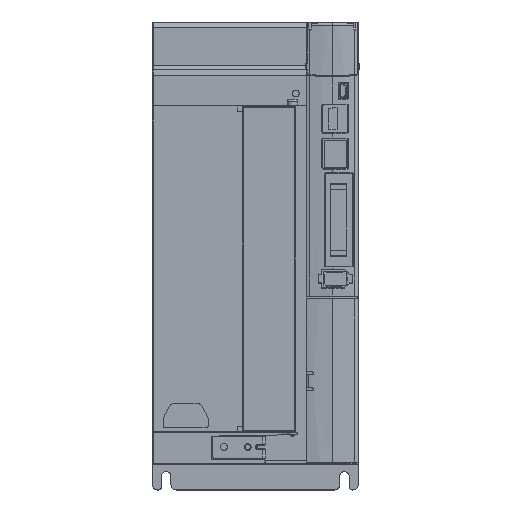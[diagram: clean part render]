
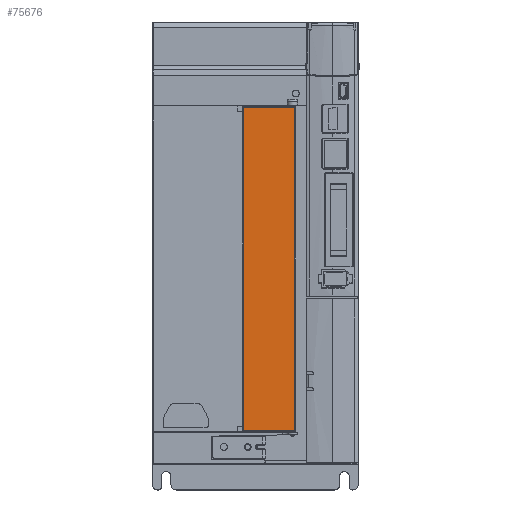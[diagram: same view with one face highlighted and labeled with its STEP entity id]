
A CAD part, top view. The second image highlights one B-rep face of the part: STEP entity #75676.
In plain terms, the highlighted planar face has unit normal (0, 0, 1).
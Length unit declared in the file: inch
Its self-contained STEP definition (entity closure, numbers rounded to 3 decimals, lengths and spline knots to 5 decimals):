
#8115 = ORIENTED_EDGE ( 'NONE', *, *, #49246, .F. ) ;
#8862 = DIRECTION ( 'NONE',  ( 0., -1., 0. ) ) ;
#11952 = ORIENTED_EDGE ( 'NONE', *, *, #34584, .F. ) ;
#14047 = EDGE_CURVE ( 'NONE', #87696, #44672, #121618, .T. ) ;
#15855 = CARTESIAN_POINT ( 'NONE',  ( -0.80916, -2.85031, 0.12598 ) ) ;
#18384 = CARTESIAN_POINT ( 'NONE',  ( -1.75562, 4.59457, 0.12598 ) ) ;
#20356 = AXIS2_PLACEMENT_3D ( 'NONE', #121000, #133444, #158327 ) ;
#22016 = ORIENTED_EDGE ( 'NONE', *, *, #80710, .T. ) ;
#29766 = CARTESIAN_POINT ( 'NONE',  ( -1.7493, 4.59457, 0.12598 ) ) ;
#34420 = CARTESIAN_POINT ( 'NONE',  ( -1.98249, 4.59457, 0.12598 ) ) ;
#34584 = EDGE_CURVE ( 'NONE', #44177, #44672, #55364, .T. ) ;
#38739 = FACE_OUTER_BOUND ( 'NONE', #96181, .T. ) ;
#42259 = CARTESIAN_POINT ( 'NONE',  ( -1.74653, 4.59457, 0.12598 ) ) ;
#44177 = VERTEX_POINT ( 'NONE', #140866 ) ;
#44672 = VERTEX_POINT ( 'NONE', #99500 ) ;
#47690 = PLANE ( 'NONE',  #20356 ) ;
#49246 = EDGE_CURVE ( 'NONE', #87696, #127543, #105663, .T. ) ;
#51535 = B_SPLINE_CURVE_WITH_KNOTS ( 'NONE', 3,
 ( #15855, #154181, #141197, #152568 ),
 .UNSPECIFIED., .F., .F.,
 ( 4, 4 ),
 ( 0., 1. ),
 .UNSPECIFIED. ) ;
#53704 = CARTESIAN_POINT ( 'NONE',  ( -0.96402, 4.59457, 0.12598 ) ) ;
#54168 = CARTESIAN_POINT ( 'NONE',  ( -0.80916, 4.59457, 0.12598 ) ) ;
#55364 = LINE ( 'NONE', #138901, #68911 ) ;
#61966 = CARTESIAN_POINT ( 'NONE',  ( -1.98249, 0.87213, 0.12598 ) ) ;
#64591 = DIRECTION ( 'NONE',  ( -1., 0., 0. ) ) ;
#66182 = CARTESIAN_POINT ( 'NONE',  ( -1.73732, 4.59457, 0.12598 ) ) ;
#66722 = CARTESIAN_POINT ( 'NONE',  ( -1.7518, 4.59457, 0.12598 ) ) ;
#68328 = CARTESIAN_POINT ( 'NONE',  ( -1.78388, 4.59457, 0.12598 ) ) ;
#68911 = VECTOR ( 'NONE', #64591, 39.37008 ) ;
#75676 = ADVANCED_FACE ( 'NONE', ( #38739 ), #47690, .T. ) ;
#78689 = CARTESIAN_POINT ( 'NONE',  ( -0.80916, 4.59457, 0.12598 ) ) ;
#80301 = CARTESIAN_POINT ( 'NONE',  ( -1.9336, 4.59457, 0.12598 ) ) ;
#80710 = EDGE_CURVE ( 'NONE', #44177, #127543, #51535, .T. ) ;
#87696 = VERTEX_POINT ( 'NONE', #34420 ) ;
#91781 = CARTESIAN_POINT ( 'NONE',  ( -1.75027, 4.59457, 0.12598 ) ) ;
#94626 = ORIENTED_EDGE ( 'NONE', *, *, #14047, .T. ) ;
#96181 = EDGE_LOOP ( 'NONE', ( #8115, #94626, #11952, #22016 ) ) ;
#99500 = CARTESIAN_POINT ( 'NONE',  ( -1.98249, -2.85031, 0.12598 ) ) ;
#105663 = B_SPLINE_CURVE_WITH_KNOTS ( 'NONE', 3,
 ( #141048, #80301, #152959, #68328, #18384, #66722, #91781, #29766, #42259, #66182, #155096, #115615, #128057, #53704, #78689 ),
 .UNSPECIFIED., .F., .F.,
 ( 4, 1, 1, 1, 2, 2, 1, 1, 1, 1, 4 ),
 ( 0., 0.125, 0.1875, 0.19531, 0.19727, 0.19922, 0.20312, 0.21875, 0.25, 0.5, 1. ),
 .UNSPECIFIED. ) ;
#115615 = CARTESIAN_POINT ( 'NONE',  ( -1.5754, 4.59457, 0.12598 ) ) ;
#121000 = CARTESIAN_POINT ( 'NONE',  ( -1.5748, 0.87213, 0.12598 ) ) ;
#121618 = LINE ( 'NONE', #61966, #141037 ) ;
#127543 = VERTEX_POINT ( 'NONE', #54168 ) ;
#128057 = CARTESIAN_POINT ( 'NONE',  ( -1.23435, 4.59457, 0.12598 ) ) ;
#133444 = DIRECTION ( 'NONE',  ( 0., 0., 1. ) ) ;
#138901 = CARTESIAN_POINT ( 'NONE',  ( -3.60795, -2.85031, 0.12598 ) ) ;
#140866 = CARTESIAN_POINT ( 'NONE',  ( -0.80916, -2.85031, 0.12598 ) ) ;
#141037 = VECTOR ( 'NONE', #8862, 39.37008 ) ;
#141048 = CARTESIAN_POINT ( 'NONE',  ( -1.98249, 4.59457, 0.12598 ) ) ;
#141197 = CARTESIAN_POINT ( 'NONE',  ( -0.80916, 2.11294, 0.12598 ) ) ;
#152568 = CARTESIAN_POINT ( 'NONE',  ( -0.80916, 4.59457, 0.12598 ) ) ;
#152959 = CARTESIAN_POINT ( 'NONE',  ( -1.86027, 4.59457, 0.12598 ) ) ;
#154181 = CARTESIAN_POINT ( 'NONE',  ( -0.80916, -0.36869, 0.12598 ) ) ;
#155096 = CARTESIAN_POINT ( 'NONE',  ( -1.71346, 4.59457, 0.12598 ) ) ;
#158327 = DIRECTION ( 'NONE',  ( 1., 0., 0. ) ) ;
